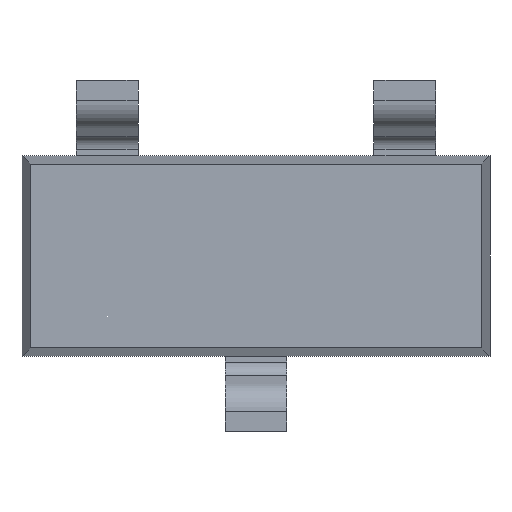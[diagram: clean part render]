
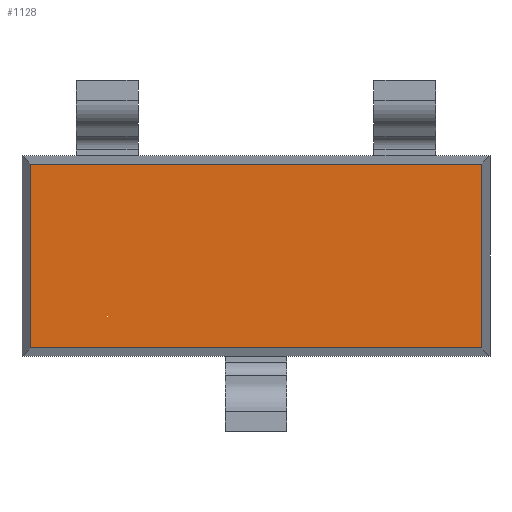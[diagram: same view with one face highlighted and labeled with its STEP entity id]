
A CAD part, front view. The second image highlights one B-rep face of the part: STEP entity #1128.
In plain terms, the highlighted planar face has unit normal (0, -1, 0).
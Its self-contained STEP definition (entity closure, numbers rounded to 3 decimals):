
#2 = CARTESIAN_POINT ( 'NONE',  ( 0., 0., 0. ) ) ;
#112 = VECTOR ( 'NONE', #1605, 1000. ) ;
#142 = FACE_OUTER_BOUND ( 'NONE', #227, .T. ) ;
#164 = LINE ( 'NONE', #2166, #112 ) ;
#227 = EDGE_LOOP ( 'NONE', ( #739, #1843, #1732, #2349 ) ) ;
#264 = EDGE_CURVE ( 'NONE', #658, #292, #1302, .T. ) ;
#289 = LINE ( 'NONE', #2259, #1393 ) ;
#292 = VERTEX_POINT ( 'NONE', #2361 ) ;
#405 = CARTESIAN_POINT ( 'NONE',  ( 0., 0., 0.55 ) ) ;
#473 = EDGE_CURVE ( 'NONE', #292, #2344, #289, .T. ) ;
#626 = AXIS2_PLACEMENT_3D ( 'NONE', #2, #2204, #927 ) ;
#658 = VERTEX_POINT ( 'NONE', #761 ) ;
#737 = EDGE_CURVE ( 'NONE', #1413, #658, #1036, .T. ) ;
#739 = ORIENTED_EDGE ( 'NONE', *, *, #1073, .T. ) ;
#761 = CARTESIAN_POINT ( 'NONE',  ( -1.35, 0., 0.55 ) ) ;
#927 = DIRECTION ( 'NONE',  ( 0., 0., 1. ) ) ;
#961 = DIRECTION ( 'NONE',  ( -1., 0., 0. ) ) ;
#1036 = LINE ( 'NONE', #405, #1700 ) ;
#1047 = DIRECTION ( 'NONE',  ( 0., 0., -1. ) ) ;
#1073 = EDGE_CURVE ( 'NONE', #2344, #1413, #164, .T. ) ;
#1128 = ADVANCED_FACE ( 'NONE', ( #142 ), #2394, .F. ) ;
#1248 = CARTESIAN_POINT ( 'NONE',  ( -1.35, 0., 0. ) ) ;
#1302 = LINE ( 'NONE', #1248, #1420 ) ;
#1393 = VECTOR ( 'NONE', #1881, 1000. ) ;
#1403 = CARTESIAN_POINT ( 'NONE',  ( 1.35, 0., -0.55 ) ) ;
#1413 = VERTEX_POINT ( 'NONE', #2069 ) ;
#1420 = VECTOR ( 'NONE', #1047, 1000. ) ;
#1605 = DIRECTION ( 'NONE',  ( 0., 0., 1. ) ) ;
#1700 = VECTOR ( 'NONE', #961, 1000. ) ;
#1732 = ORIENTED_EDGE ( 'NONE', *, *, #264, .T. ) ;
#1843 = ORIENTED_EDGE ( 'NONE', *, *, #737, .T. ) ;
#1881 = DIRECTION ( 'NONE',  ( 1., 0., 0. ) ) ;
#2069 = CARTESIAN_POINT ( 'NONE',  ( 1.35, 0., 0.55 ) ) ;
#2166 = CARTESIAN_POINT ( 'NONE',  ( 1.35, 0., 0. ) ) ;
#2204 = DIRECTION ( 'NONE',  ( 0., 1., 0. ) ) ;
#2259 = CARTESIAN_POINT ( 'NONE',  ( 0., 0., -0.55 ) ) ;
#2344 = VERTEX_POINT ( 'NONE', #1403 ) ;
#2349 = ORIENTED_EDGE ( 'NONE', *, *, #473, .T. ) ;
#2361 = CARTESIAN_POINT ( 'NONE',  ( -1.35, 0., -0.55 ) ) ;
#2394 = PLANE ( 'NONE',  #626 ) ;
